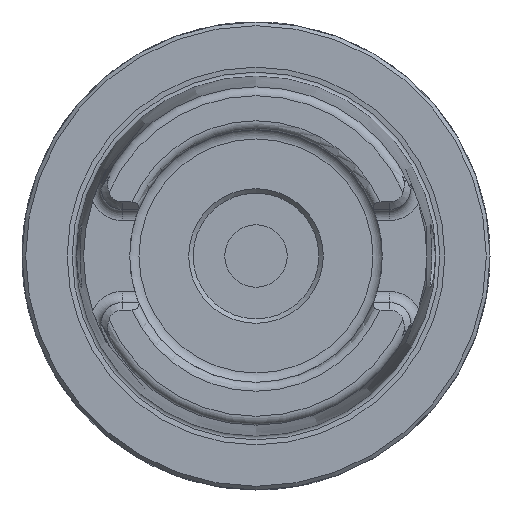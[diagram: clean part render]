
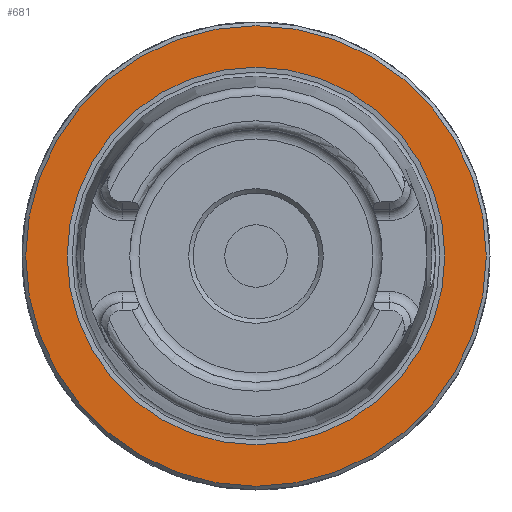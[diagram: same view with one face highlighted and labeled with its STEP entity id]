
A CAD part, left-side view. The second image highlights one B-rep face of the part: STEP entity #681.
In plain terms, the highlighted planar face has unit normal (-1, 0, 0).
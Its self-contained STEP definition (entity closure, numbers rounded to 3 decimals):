
#681 = ADVANCED_FACE( '', ( #1471, #1472 ), #1473, .T. );
#1471 = FACE_OUTER_BOUND( '', #2421, .T. );
#1472 = FACE_BOUND( '', #2422, .T. );
#1473 = PLANE( '', #2423 );
#2421 = EDGE_LOOP( '', ( #4316 ) );
#2422 = EDGE_LOOP( '', ( #4317 ) );
#2423 = AXIS2_PLACEMENT_3D( '', #4318, #4319, #4320 );
#4316 = ORIENTED_EDGE( '', *, *, #5270, .T. );
#4317 = ORIENTED_EDGE( '', *, *, #4912, .F. );
#4318 = CARTESIAN_POINT( '', ( 0., 0., 31. ) );
#4319 = DIRECTION( '', ( -1., 0., 0. ) );
#4320 = DIRECTION( '', ( 0., 0., 1. ) );
#4912 = EDGE_CURVE( '', #5796, #5796, #5797, .T. );
#5270 = EDGE_CURVE( '', #6389, #6389, #6390, .T. );
#5796 = VERTEX_POINT( '', #7196 );
#5797 = CIRCLE( '', #7197, 25.418 );
#6389 = VERTEX_POINT( '', #8748 );
#6390 = CIRCLE( '', #8749, 31. );
#7196 = CARTESIAN_POINT( '', ( 0., 0., 25.418 ) );
#7197 = AXIS2_PLACEMENT_3D( '', #10028, #10029, #10030 );
#8748 = CARTESIAN_POINT( '', ( 0., 0., 31. ) );
#8749 = AXIS2_PLACEMENT_3D( '', #10426, #10427, #10428 );
#10028 = CARTESIAN_POINT( '', ( 0., 0., 0. ) );
#10029 = DIRECTION( '', ( -1., 0., 0. ) );
#10030 = DIRECTION( '', ( 0., 0., 1. ) );
#10426 = CARTESIAN_POINT( '', ( 0., 0., 0. ) );
#10427 = DIRECTION( '', ( -1., 0., 0. ) );
#10428 = DIRECTION( '', ( 0., 0., 1. ) );
